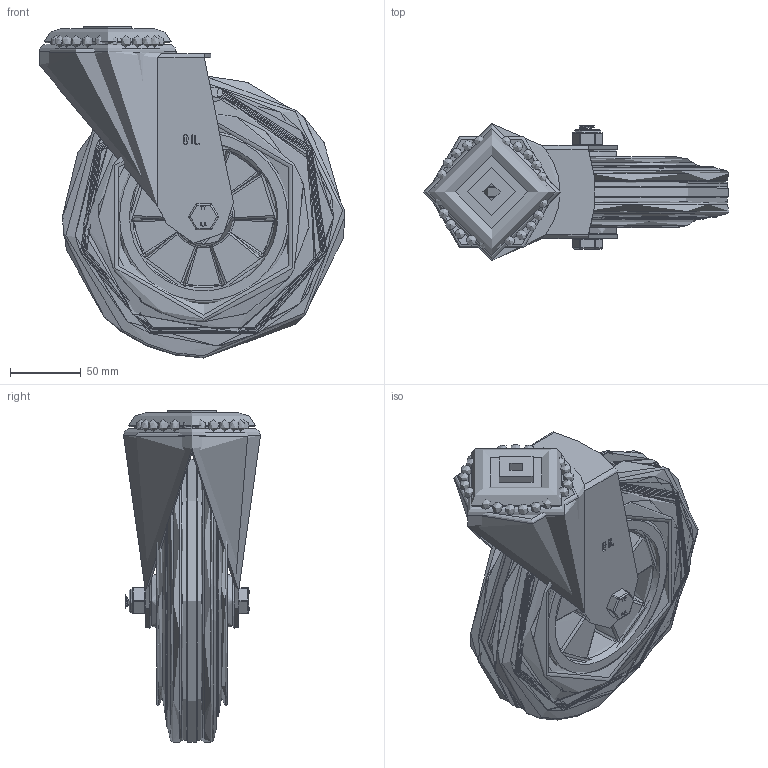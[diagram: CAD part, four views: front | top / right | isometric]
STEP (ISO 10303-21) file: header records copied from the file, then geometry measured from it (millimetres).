
FILE_DESCRIPTION(/* description */ ('','CAx-IF Rec.Pracs.---Representation and Presentation of Product Manufacturing Information (PMI)---4.0---2014-10-13'),/* implementation_level */ '2;1');
FILE_NAME(/* name */ 'BZMM200PSBBH12.step',/* time_stamp */ '2024-12-05T09:48:15Z',/* author */ (''),/* organization */ (''),/* preprocessor_version */ 'ST-DEVELOPER v20',/* originating_system */ 'Autodesk Translation Framework v13.20.0.188',/* authorisation */ '');
FILE_SCHEMA (('AP242_MANAGED_MODEL_BASED_3D_ENGINEERING_MIM_LF { 1 0 10303 442 1 1 4 }'));
Length unit declared in the file: millimetre
Products named in the file (26): BZMM200PSBBH12; BZMM200ASBH12 v1; ZINC PLATED, PRESSED STEEL HEAD; ZINC PLATED, PRESSED STEEL HEAD Geometry; BALL BEARINGS; BALL BEARINGS2; Component2; Component1; ZINC PLATED, PRESSED STEEL FORKS; BZH200WPSRB v1; RUBBER TYRE; POLYPROPYLENE RIM; POLYPROPYLENE RIM Geometry; CAP; ROLLER BEARING; CAGE; Pattern; Component1 (1); TUBEM20X60 v1; ZINC PLATED STEEL TUBE; HEXBOLTM12X80Z8.8 v2; GRADE 8.8 ZINC PLATED BOLT; NYLOCM12Z v1; NYLOC NUT; NUT; RUBBER
Assembly tree (75 placements, depth 6):
  BZMM200PSBBH12
    BZMM200ASBH12 v1
      ZINC PLATED, PRESSED STEEL HEAD
        ZINC PLATED, PRESSED STEEL HEAD Geometry
        BALL BEARINGS
          Component1  x25
          BALL BEARINGS2
            Component2  x20
      ZINC PLATED, PRESSED STEEL FORKS
    BZH200WPSRB v1
      RUBBER TYRE
      POLYPROPYLENE RIM
        POLYPROPYLENE RIM Geometry
        CAP
      ROLLER BEARING
        CAGE
        Pattern
          Component1 (1)  x8
    TUBEM20X60 v1
      ZINC PLATED STEEL TUBE
    HEXBOLTM12X80Z8.8 v2
      GRADE 8.8 ZINC PLATED BOLT
    NYLOCM12Z v1
      NYLOC NUT
        NUT
        RUBBER
Bounding box: 216.5 x 97 x 235 mm (x, y, z)
Volume: 1217292.1 mm3; surface area: 299018.9 mm2
Topology: 63 solids, 63 shells, 817 faces, 2003 edges, 1235 vertices
Faces by surface type: bspline 236, plane 206, cylinder 151, sphere 103, torus 63, cone 58
Full cylindrical faces by diameter (mm): 7.5 x8, 9.836 x18, 11.834 x18, 12 x3, 12.2 x1, 12.3 x2, 12.5 x1, 14 x2, 18 x1, 18.5 x1, 19.9 x1, 20 x3, 24 x1, 34 x2, 34.9 x1, 35 x1, 39 x1, 41 x2, 51 x1, 58 x1, 63 x1, 91 x1, 97 x1, 118 x2, 123 x2, 197.5 x2, 200 x3
Entity records: 72152 total; most frequent: CARTESIAN_POINT 54605, ORIENTED_EDGE 3688, DIRECTION 3231, EDGE_CURVE 1844, AXIS2_PLACEMENT_3D 1319, VERTEX_POINT 1135, EDGE_LOOP 809, FACE_OUTER_BOUND 753
